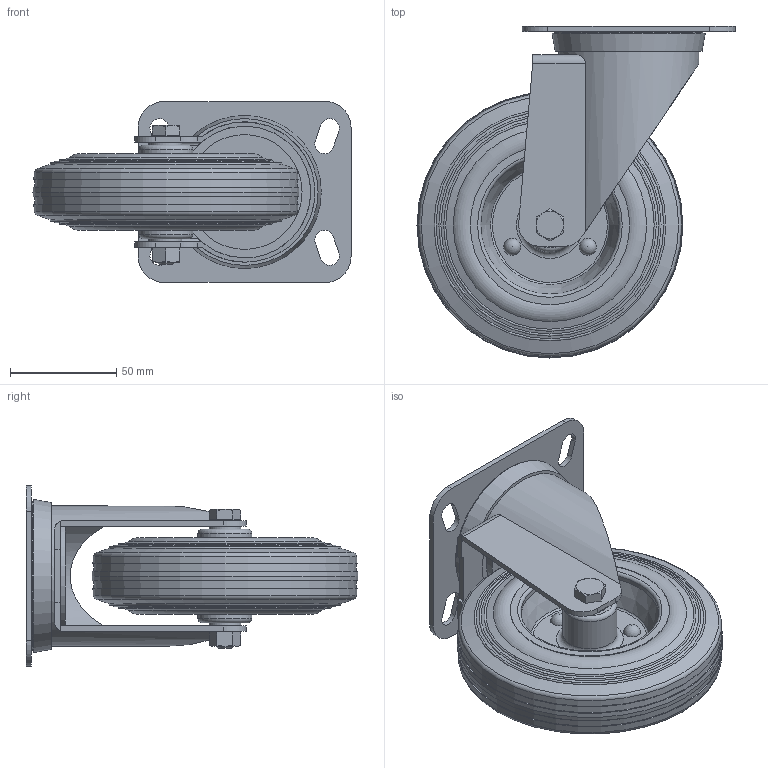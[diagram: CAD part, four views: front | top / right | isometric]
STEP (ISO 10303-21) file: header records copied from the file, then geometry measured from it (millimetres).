
FILE_DESCRIPTION(/* description */ ('RUOTA GIREVOLE CON PIASTRA D.125'),/* implementation_level */ '2;1');
FILE_NAME(/* name */ 'CRUST0000041.stp',/* time_stamp */ '2025-02-12T09:49:50+01:00',/* author */ (''),/* organization */ (''),/* preprocessor_version */ 'ST-DEVELOPER v20',/* originating_system */ 'Autodesk Inventor 2022',/* authorisation */ ' ');
FILE_SCHEMA (('AUTOMOTIVE_DESIGN { 1 0 10303 214 3 1 1 }'));
Length unit declared in the file: millimetre
Products named in the file (6): CRUST0000041; 440000025910; 440000025911; 440000025912; 440000025908; 440000025909
Assembly tree (5 placements, depth 2):
  CRUST0000041
    440000025910
    440000025911
    440000025912
    440000025908
    440000025909
Bounding box: 149.5 x 156 x 85 mm (x, y, z)
Volume: 386654.8 mm3; surface area: 95138.6 mm2
Topology: 5 solids, 5 shells, 215 faces, 497 edges, 316 vertices
Faces by surface type: plane 94, cylinder 46, cone 41, torus 28, sphere 6
Full cylindrical faces by diameter (mm): 6.647 x1, 8 x4, 11.47 x1, 12 x1, 15 x3, 15.5 x1, 18 x2, 25.4 x2, 54 x1, 62 x1, 65 x2, 66 x1, 75 x2
Entity records: 6590 total; most frequent: CARTESIAN_POINT 1149, DIRECTION 1131, ORIENTED_EDGE 982, EDGE_CURVE 491, AXIS2_PLACEMENT_3D 454, VERTEX_POINT 316, EDGE_LOOP 263, LINE 223
